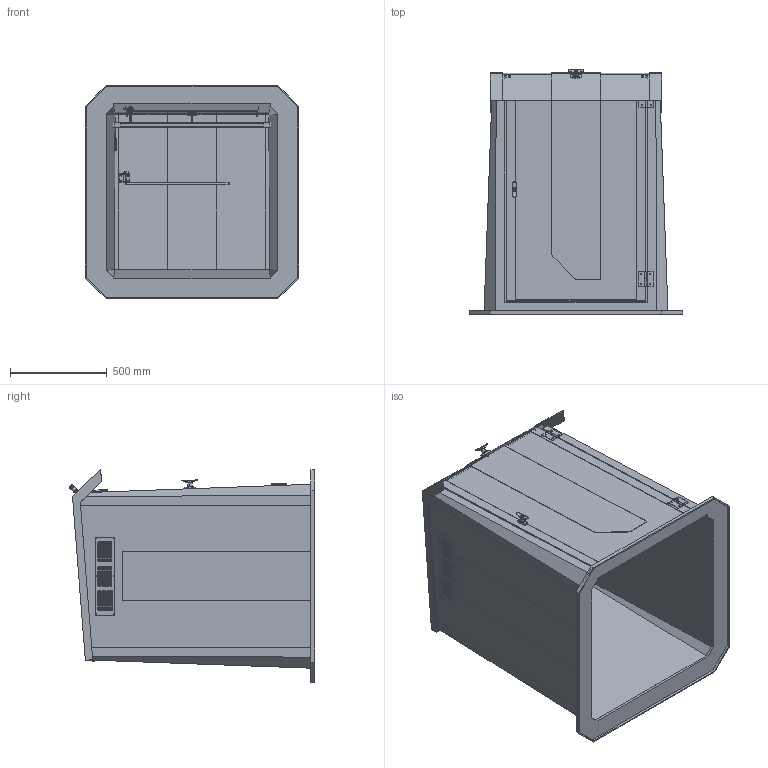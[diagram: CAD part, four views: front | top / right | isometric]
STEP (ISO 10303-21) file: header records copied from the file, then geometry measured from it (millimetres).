
FILE_DESCRIPTION (( 'STEP AP214' ), '1' );
FILE_NAME ('M100.STEP', '2020-10-02T11:51:44', ( '' ), ( '' ), 'SwSTEP 2.0', 'SolidWorks 2020', '' );
FILE_SCHEMA (( 'AUTOMOTIVE_DESIGN' ));
Length unit declared in the file: inch
Products named in the file (1): M100
Bounding box: 1104.9 x 1270.08 x 1107.32 mm (x, y, z)
Volume: 107531985.6 mm3; surface area: 11965419.1 mm2
Topology: 32 solids, 32 shells, 3127 faces, 8578 edges, 5517 vertices
Faces by surface type: cylinder 1269, plane 1003, bspline 294, torus 237, sphere 228, cone 96
Entity records: 178397 total; most frequent: CARTESIAN_POINT 64458, ORIENTED_EDGE 17128, DIRECTION 13500, EDGE_CURVE 8564, VERTEX_POINT 5517, AXIS2_PLACEMENT_3D 5200, EDGE_LOOP 3375, LENGTH_MEASURE_WITH_UNIT 3161
